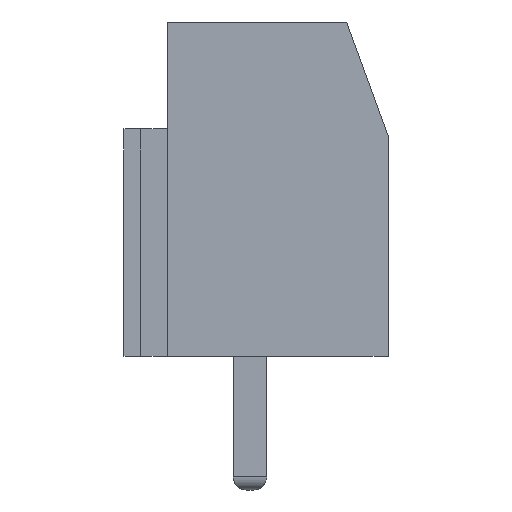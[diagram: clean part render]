
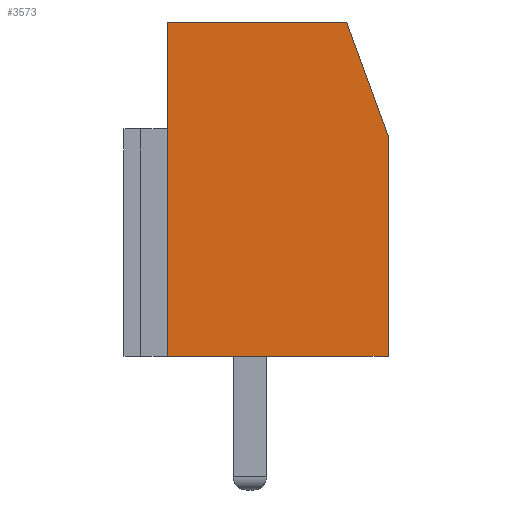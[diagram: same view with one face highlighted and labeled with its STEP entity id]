
A CAD part, left-side view. The second image highlights one B-rep face of the part: STEP entity #3573.
In plain terms, the highlighted planar face has unit normal (-1, 0, 0).
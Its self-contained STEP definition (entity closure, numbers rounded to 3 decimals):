
#567 = EDGE_CURVE ( 'NONE', #1687, #4549, #7931, .T. ) ;
#586 = DIRECTION ( 'NONE',  ( 0., -0.342, -0.94 ) ) ;
#830 = CARTESIAN_POINT ( 'NONE',  ( 1.54, 18.93, 7.847 ) ) ;
#1090 = EDGE_CURVE ( 'NONE', #6338, #1687, #3500, .T. ) ;
#1687 = VERTEX_POINT ( 'NONE', #8006 ) ;
#1931 = VECTOR ( 'NONE', #9989, 1000. ) ;
#1981 = ORIENTED_EDGE ( 'NONE', *, *, #6161, .F. ) ;
#2245 = CARTESIAN_POINT ( 'NONE',  ( 1.54, 21.592, 7.847 ) ) ;
#2567 = LINE ( 'NONE', #5972, #11089 ) ;
#2611 = DIRECTION ( 'NONE',  ( 0., 1., 0. ) ) ;
#2937 = DIRECTION ( 'NONE',  ( 0., 0., -1. ) ) ;
#3402 = ORIENTED_EDGE ( 'NONE', *, *, #5548, .F. ) ;
#3500 = LINE ( 'NONE', #6861, #7841 ) ;
#3573 = ADVANCED_FACE ( 'NONE', ( #10201 ), #9284, .F. ) ;
#3790 = CARTESIAN_POINT ( 'NONE',  ( 1.54, 17.692, -2.153 ) ) ;
#3830 = AXIS2_PLACEMENT_3D ( 'NONE', #11054, #8309, #6643 ) ;
#3841 = CARTESIAN_POINT ( 'NONE',  ( 1.54, 17.692, -2.153 ) ) ;
#4063 = EDGE_CURVE ( 'NONE', #4549, #4267, #5538, .T. ) ;
#4267 = VERTEX_POINT ( 'NONE', #830 ) ;
#4549 = VERTEX_POINT ( 'NONE', #7744 ) ;
#4582 = CARTESIAN_POINT ( 'NONE',  ( 1.54, 24.292, -2.153 ) ) ;
#5198 = VERTEX_POINT ( 'NONE', #9594 ) ;
#5366 = ORIENTED_EDGE ( 'NONE', *, *, #567, .F. ) ;
#5538 = LINE ( 'NONE', #2245, #1931 ) ;
#5548 = EDGE_CURVE ( 'NONE', #5198, #6338, #6249, .T. ) ;
#5972 = CARTESIAN_POINT ( 'NONE',  ( 1.54, 16.027, -0.128 ) ) ;
#6113 = VECTOR ( 'NONE', #2937, 1000. ) ;
#6146 = ORIENTED_EDGE ( 'NONE', *, *, #4063, .F. ) ;
#6161 = EDGE_CURVE ( 'NONE', #4267, #5198, #2567, .T. ) ;
#6249 = LINE ( 'NONE', #3841, #6113 ) ;
#6338 = VERTEX_POINT ( 'NONE', #3790 ) ;
#6643 = DIRECTION ( 'NONE',  ( 0., 1., 0. ) ) ;
#6861 = CARTESIAN_POINT ( 'NONE',  ( 1.54, 21.592, -2.153 ) ) ;
#7474 = EDGE_LOOP ( 'NONE', ( #5366, #7849, #3402, #1981, #6146 ) ) ;
#7744 = CARTESIAN_POINT ( 'NONE',  ( 1.54, 24.292, 7.847 ) ) ;
#7841 = VECTOR ( 'NONE', #2611, 1000. ) ;
#7849 = ORIENTED_EDGE ( 'NONE', *, *, #1090, .F. ) ;
#7931 = LINE ( 'NONE', #4582, #9457 ) ;
#8006 = CARTESIAN_POINT ( 'NONE',  ( 1.54, 24.292, -2.153 ) ) ;
#8309 = DIRECTION ( 'NONE',  ( 1., 0., 0. ) ) ;
#9284 = PLANE ( 'NONE',  #3830 ) ;
#9457 = VECTOR ( 'NONE', #9927, 1000. ) ;
#9594 = CARTESIAN_POINT ( 'NONE',  ( 1.54, 17.692, 4.447 ) ) ;
#9927 = DIRECTION ( 'NONE',  ( 0., 0., 1. ) ) ;
#9989 = DIRECTION ( 'NONE',  ( 0., -1., 0. ) ) ;
#10201 = FACE_OUTER_BOUND ( 'NONE', #7474, .T. ) ;
#11054 = CARTESIAN_POINT ( 'NONE',  ( 1.54, 21.592, -2.153 ) ) ;
#11089 = VECTOR ( 'NONE', #586, 1000. ) ;
